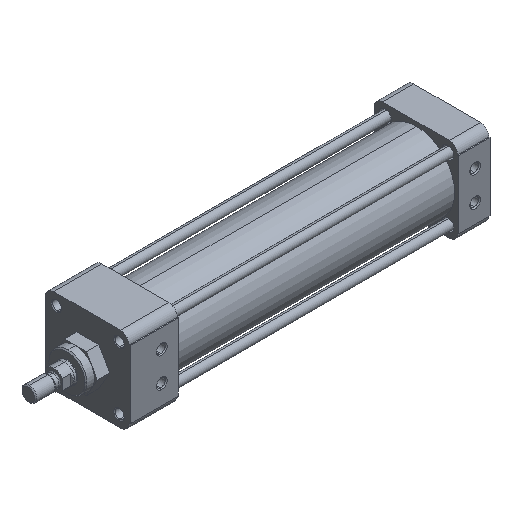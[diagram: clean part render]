
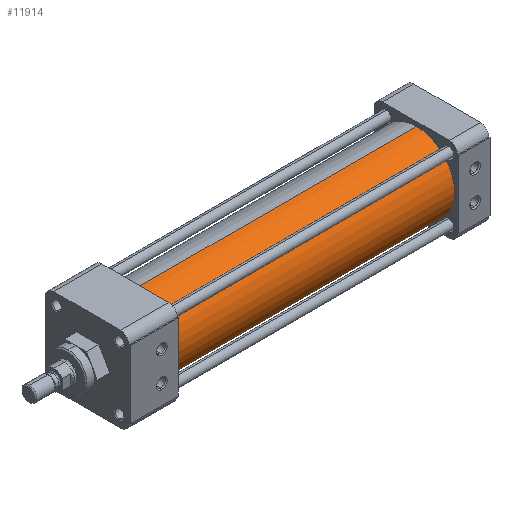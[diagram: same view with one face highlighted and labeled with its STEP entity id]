
A CAD part, isometric view. The second image highlights one B-rep face of the part: STEP entity #11914.
In plain terms, the highlighted cylindrical face has radius 28.575 mm (diameter 57.15 mm), a partial arc.
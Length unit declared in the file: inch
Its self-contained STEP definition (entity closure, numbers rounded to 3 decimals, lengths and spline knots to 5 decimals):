
#144 = EDGE_CURVE ( 'NONE', #7408, #1103, #4574, .T. ) ;
#846 = DIRECTION ( 'NONE',  ( 1., 0., 0. ) ) ;
#1103 = VERTEX_POINT ( 'NONE', #5486 ) ;
#1592 = CARTESIAN_POINT ( 'NONE',  ( 9.701, 0., 1.125 ) ) ;
#1644 = ORIENTED_EDGE ( 'NONE', *, *, #2629, .T. ) ;
#1905 = CARTESIAN_POINT ( 'NONE',  ( 1.42, 0., 1.125 ) ) ;
#2416 = ORIENTED_EDGE ( 'NONE', *, *, #3469, .F. ) ;
#2629 = EDGE_CURVE ( 'NONE', #1103, #5467, #10548, .T. ) ;
#3469 = EDGE_CURVE ( 'NONE', #6849, #5467, #13619, .T. ) ;
#4574 = LINE ( 'NONE', #12780, #10155 ) ;
#4729 = VECTOR ( 'NONE', #5160, 39.37008 ) ;
#4902 = EDGE_LOOP ( 'NONE', ( #2416, #5617, #9329, #1644 ) ) ;
#5160 = DIRECTION ( 'NONE',  ( 1., 0., 0. ) ) ;
#5291 = DIRECTION ( 'NONE',  ( -1., 0., 0. ) ) ;
#5467 = VERTEX_POINT ( 'NONE', #1592 ) ;
#5486 = CARTESIAN_POINT ( 'NONE',  ( 9.701, 0., -1.125 ) ) ;
#5574 = FACE_OUTER_BOUND ( 'NONE', #4902, .T. ) ;
#5617 = ORIENTED_EDGE ( 'NONE', *, *, #6388, .T. ) ;
#5928 = AXIS2_PLACEMENT_3D ( 'NONE', #11976, #5291, #13067 ) ;
#6388 = EDGE_CURVE ( 'NONE', #6849, #7408, #12437, .T. ) ;
#6533 = DIRECTION ( 'NONE',  ( 1., 0., 0. ) ) ;
#6780 = CYLINDRICAL_SURFACE ( 'NONE', #10381, 1.125 ) ;
#6849 = VERTEX_POINT ( 'NONE', #1905 ) ;
#7408 = VERTEX_POINT ( 'NONE', #11548 ) ;
#7541 = CARTESIAN_POINT ( 'NONE',  ( 1.42, 0., 0. ) ) ;
#8399 = AXIS2_PLACEMENT_3D ( 'NONE', #7541, #846, #8675 ) ;
#8675 = DIRECTION ( 'NONE',  ( 0., 0., -1. ) ) ;
#8767 = CARTESIAN_POINT ( 'NONE',  ( 9.701, 0., 0. ) ) ;
#9329 = ORIENTED_EDGE ( 'NONE', *, *, #144, .T. ) ;
#9929 = DIRECTION ( 'NONE',  ( 0., 0., -1. ) ) ;
#10155 = VECTOR ( 'NONE', #12824, 39.37008 ) ;
#10381 = AXIS2_PLACEMENT_3D ( 'NONE', #8767, #6533, #9929 ) ;
#10548 = CIRCLE ( 'NONE', #5928, 1.125 ) ;
#11548 = CARTESIAN_POINT ( 'NONE',  ( 1.42, 0., -1.125 ) ) ;
#11838 = CARTESIAN_POINT ( 'NONE',  ( 9.701, 0., 1.125 ) ) ;
#11914 = ADVANCED_FACE ( 'NONE', ( #5574 ), #6780, .T. ) ;
#11976 = CARTESIAN_POINT ( 'NONE',  ( 9.701, 0., 0. ) ) ;
#12437 = CIRCLE ( 'NONE', #8399, 1.125 ) ;
#12780 = CARTESIAN_POINT ( 'NONE',  ( 9.701, 0., -1.125 ) ) ;
#12824 = DIRECTION ( 'NONE',  ( 1., 0., 0. ) ) ;
#13067 = DIRECTION ( 'NONE',  ( 0., 0., -1. ) ) ;
#13619 = LINE ( 'NONE', #11838, #4729 ) ;
